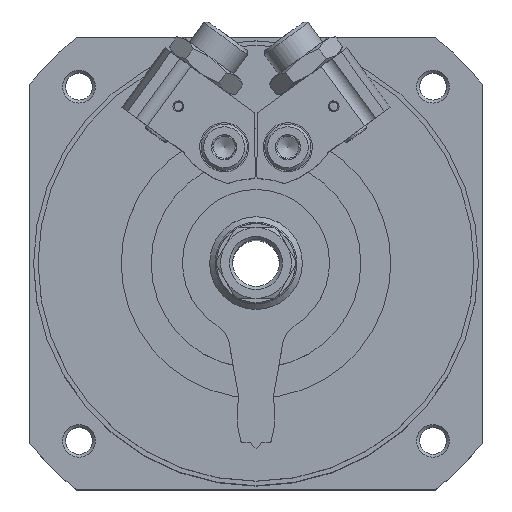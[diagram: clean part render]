
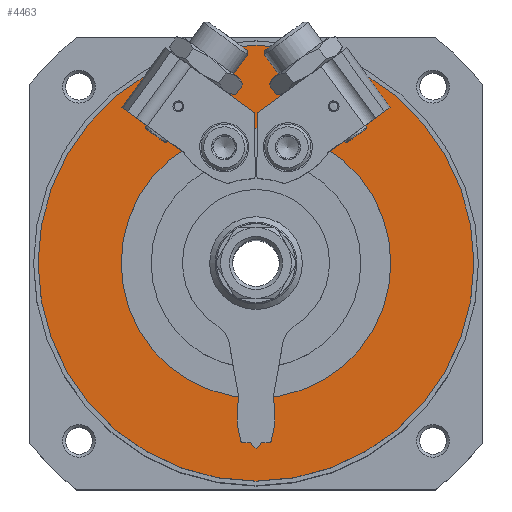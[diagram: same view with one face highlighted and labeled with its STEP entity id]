
A CAD part, top view. The second image highlights one B-rep face of the part: STEP entity #4463.
In plain terms, the highlighted face is planar.
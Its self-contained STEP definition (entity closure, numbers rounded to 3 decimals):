
#202=PLANE('',#4930);
#896=ORIENTED_EDGE('',*,*,#2006,.F.);
#897=ORIENTED_EDGE('',*,*,#2007,.T.);
#2006=EDGE_CURVE('',#2573,#2573,#3003,.T.);
#2007=EDGE_CURVE('',#2574,#2574,#3004,.T.);
#2573=VERTEX_POINT('',#7197);
#2574=VERTEX_POINT('',#7199);
#3003=CIRCLE('',#4931,40.);
#3004=CIRCLE('',#4932,24.75);
#3335=EDGE_LOOP('',(#896));
#3336=EDGE_LOOP('',(#897));
#3858=FACE_BOUND('',#3335,.T.);
#3859=FACE_BOUND('',#3336,.T.);
#4463=ADVANCED_FACE('',(#3858,#3859),#202,.F.);
#4930=AXIS2_PLACEMENT_3D('',#7195,#5668,#5669);
#4931=AXIS2_PLACEMENT_3D('',#7196,#5670,#5671);
#4932=AXIS2_PLACEMENT_3D('',#7198,#5672,#5673);
#5668=DIRECTION('',(1.,0.,0.));
#5669=DIRECTION('',(0.,0.,-1.));
#5670=DIRECTION('',(1.,0.,0.));
#5671=DIRECTION('',(0.,0.,-1.));
#5672=DIRECTION('',(1.,0.,0.));
#5673=DIRECTION('',(0.,0.,-1.));
#7195=CARTESIAN_POINT('',(-72.5,0.,0.));
#7196=CARTESIAN_POINT('',(-72.5,0.,0.));
#7197=CARTESIAN_POINT('',(-72.5,0.,-40.));
#7198=CARTESIAN_POINT('',(-72.5,0.,0.));
#7199=CARTESIAN_POINT('',(-72.5,0.,-24.75));
